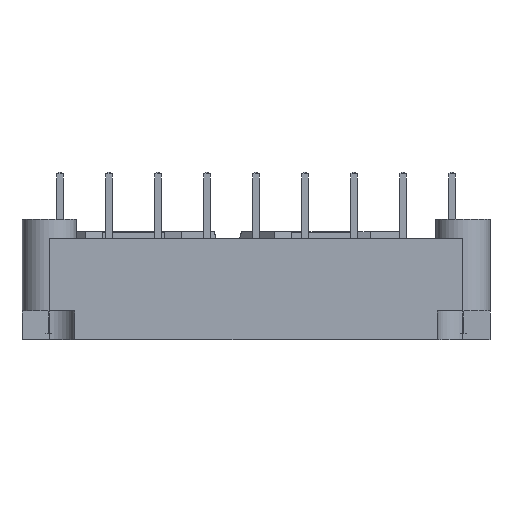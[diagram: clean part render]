
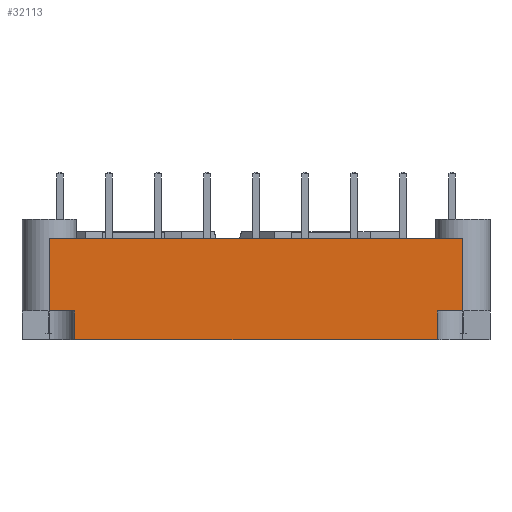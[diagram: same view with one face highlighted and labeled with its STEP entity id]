
A CAD part, left-side view. The second image highlights one B-rep face of the part: STEP entity #32113.
In plain terms, the highlighted planar face has unit normal (-1, 0, 0).
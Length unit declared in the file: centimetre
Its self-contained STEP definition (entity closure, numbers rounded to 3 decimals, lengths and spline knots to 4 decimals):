
#1756=VECTOR('',#37311,1.);
#1763=VECTOR('',#37326,1.);
#1765=VECTOR('',#37331,1.);
#1767=VECTOR('',#37336,1.);
#1772=VECTOR('',#37349,1.);
#1790=VECTOR('',#37393,1.);
#1793=VECTOR('',#37404,1.);
#1799=VECTOR('',#37438,1.);
#5799=LINE('',#45180,#1756);
#5806=LINE('',#45198,#1763);
#5808=LINE('',#45204,#1765);
#5810=LINE('',#45211,#1767);
#5815=LINE('',#45224,#1772);
#5833=LINE('',#45274,#1790);
#5836=LINE('',#45286,#1793);
#5842=LINE('',#45320,#1799);
#9504=VERTEX_POINT('',#45179);
#9505=VERTEX_POINT('',#45181);
#9510=VERTEX_POINT('',#45197);
#9513=VERTEX_POINT('',#45205);
#9514=VERTEX_POINT('',#45209);
#9519=VERTEX_POINT('',#45225);
#9535=VERTEX_POINT('',#45275);
#9539=VERTEX_POINT('',#45285);
#13641=EDGE_CURVE('',#9505,#9504,#5799,.T.);
#13650=EDGE_CURVE('',#9510,#9505,#5806,.T.);
#13653=EDGE_CURVE('',#9513,#9510,#5808,.T.);
#13656=EDGE_CURVE('',#9504,#9514,#5810,.T.);
#13663=EDGE_CURVE('',#9514,#9519,#5815,.T.);
#13688=EDGE_CURVE('',#9513,#9535,#5833,.T.);
#13694=EDGE_CURVE('',#9519,#9539,#5836,.T.);
#13709=EDGE_CURVE('',#9539,#9535,#5842,.T.);
#20480=ORIENTED_EDGE('',*,*,#13650,.T.);
#20481=ORIENTED_EDGE('',*,*,#13641,.T.);
#20482=ORIENTED_EDGE('',*,*,#13656,.T.);
#20483=ORIENTED_EDGE('',*,*,#13663,.T.);
#20484=ORIENTED_EDGE('',*,*,#13694,.T.);
#20485=ORIENTED_EDGE('',*,*,#13709,.T.);
#20486=ORIENTED_EDGE('',*,*,#13688,.F.);
#20487=ORIENTED_EDGE('',*,*,#13653,.T.);
#28004=EDGE_LOOP('',(#20480,#20481,#20482,#20483,#20484,#20485,#20486,#20487));
#30089=FACE_BOUND('',#28004,.T.);
#32113=ADVANCED_FACE('',(#30089),#51577,.T.);
#34104=AXIS2_PLACEMENT_3D('',#45325,#37443,$);
#37311=DIRECTION('',(0.,-1.,0.));
#37326=DIRECTION('',(0.,0.,-1.));
#37331=DIRECTION('',(0.,-1.,0.));
#37336=DIRECTION('',(0.,0.,1.));
#37349=DIRECTION('',(0.,-1.,0.));
#37393=DIRECTION('',(0.,0.,1.));
#37404=DIRECTION('',(0.,0.,1.));
#37438=DIRECTION('',(0.,1.,0.));
#37443=DIRECTION('',(-1.,0.,0.));
#45179=CARTESIAN_POINT('',(-4.125,-1.88,0.));
#45180=CARTESIAN_POINT('',(-4.125,2.145,0.));
#45181=CARTESIAN_POINT('',(-4.125,1.88,0.));
#45197=CARTESIAN_POINT('',(-4.125,1.88,0.3));
#45198=CARTESIAN_POINT('',(-4.125,1.88,0.));
#45204=CARTESIAN_POINT('',(-4.125,1.0756,0.3));
#45205=CARTESIAN_POINT('',(-4.125,2.145,0.3));
#45209=CARTESIAN_POINT('',(-4.125,-1.88,0.3));
#45211=CARTESIAN_POINT('',(-4.125,-1.88,0.));
#45224=CARTESIAN_POINT('',(-4.125,-1.0756,0.3));
#45225=CARTESIAN_POINT('',(-4.125,-2.145,0.3));
#45274=CARTESIAN_POINT('',(-4.125,2.145,0.));
#45275=CARTESIAN_POINT('',(-4.125,2.145,1.05));
#45285=CARTESIAN_POINT('',(-4.125,-2.145,1.05));
#45286=CARTESIAN_POINT('',(-4.125,-2.145,0.));
#45320=CARTESIAN_POINT('',(-4.125,2.145,1.05));
#45325=CARTESIAN_POINT('',(-4.125,0.,0.));
#51577=PLANE('',#34104);
